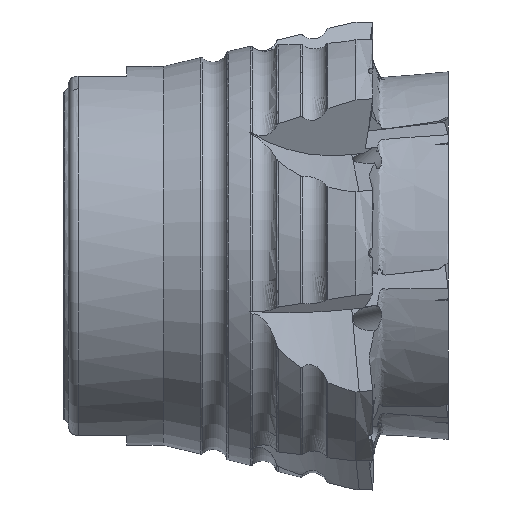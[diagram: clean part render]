
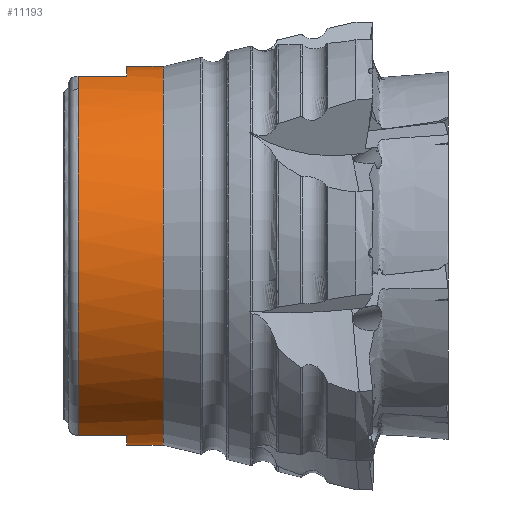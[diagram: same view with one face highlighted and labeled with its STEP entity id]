
A CAD part, front view. The second image highlights one B-rep face of the part: STEP entity #11193.
In plain terms, the highlighted cylindrical face has radius 19 mm (diameter 38 mm), a full revolution.
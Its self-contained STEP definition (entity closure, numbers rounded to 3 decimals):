
#67 = DIRECTION ( 'NONE',  ( 0., 1., 0. ) ) ;
#172 = EDGE_CURVE ( 'NONE', #10910, #6486, #2171, .T. ) ;
#518 = AXIS2_PLACEMENT_3D ( 'NONE', #10027, #4290, #11023 ) ;
#675 = DIRECTION ( 'NONE',  ( -1., 0., 0. ) ) ;
#893 = EDGE_LOOP ( 'NONE', ( #7327, #10674, #7185, #12511, #3630, #11591, #3950, #3381 ) ) ;
#926 = ORIENTED_EDGE ( 'NONE', *, *, #12403, .T. ) ;
#941 = AXIS2_PLACEMENT_3D ( 'NONE', #3277, #4254, #11935 ) ;
#981 = CARTESIAN_POINT ( 'NONE',  ( 1.5, -5.965, -18.039 ) ) ;
#1234 = VECTOR ( 'NONE', #6751, 1000. ) ;
#1254 = CARTESIAN_POINT ( 'NONE',  ( 1.5, 0., 0. ) ) ;
#1522 = VERTEX_POINT ( 'NONE', #7594 ) ;
#1731 = CARTESIAN_POINT ( 'NONE',  ( 6.35, 5.965, -18.039 ) ) ;
#1871 = VECTOR ( 'NONE', #11916, 1000. ) ;
#1948 = CARTESIAN_POINT ( 'NONE',  ( 1.5, -5.965, 18.039 ) ) ;
#2110 = VERTEX_POINT ( 'NONE', #981 ) ;
#2171 = LINE ( 'NONE', #12257, #1871 ) ;
#2188 = DIRECTION ( 'NONE',  ( 1., 0., 0. ) ) ;
#2232 = DIRECTION ( 'NONE',  ( 0., 0., 1. ) ) ;
#2301 = EDGE_CURVE ( 'NONE', #4648, #11103, #12106, .T. ) ;
#3018 = CIRCLE ( 'NONE', #518, 19. ) ;
#3102 = CARTESIAN_POINT ( 'NONE',  ( 0., 5.965, 18.039 ) ) ;
#3107 = CIRCLE ( 'NONE', #7929, 19. ) ;
#3222 = VERTEX_POINT ( 'NONE', #5835 ) ;
#3277 = CARTESIAN_POINT ( 'NONE',  ( 0., 0., 0. ) ) ;
#3381 = ORIENTED_EDGE ( 'NONE', *, *, #2301, .T. ) ;
#3441 = DIRECTION ( 'NONE',  ( -1., 0., 0. ) ) ;
#3630 = ORIENTED_EDGE ( 'NONE', *, *, #7360, .T. ) ;
#3804 = LINE ( 'NONE', #5786, #1234 ) ;
#3950 = ORIENTED_EDGE ( 'NONE', *, *, #5342, .F. ) ;
#4166 = EDGE_CURVE ( 'NONE', #2110, #3222, #9359, .T. ) ;
#4254 = DIRECTION ( 'NONE',  ( -1., 0., 0. ) ) ;
#4290 = DIRECTION ( 'NONE',  ( 1., 0., 0. ) ) ;
#4648 = VERTEX_POINT ( 'NONE', #8740 ) ;
#4914 = DIRECTION ( 'NONE',  ( 1., 0., 0. ) ) ;
#4956 = FACE_OUTER_BOUND ( 'NONE', #893, .T. ) ;
#5098 = CARTESIAN_POINT ( 'NONE',  ( 6.35, 5.965, 18.039 ) ) ;
#5190 = EDGE_CURVE ( 'NONE', #2110, #7324, #9958, .T. ) ;
#5342 = EDGE_CURVE ( 'NONE', #4648, #6486, #11960, .T. ) ;
#5786 = CARTESIAN_POINT ( 'NONE',  ( 0., -5.965, 18.039 ) ) ;
#5835 = CARTESIAN_POINT ( 'NONE',  ( 6.35, -5.965, -18.039 ) ) ;
#5864 = DIRECTION ( 'NONE',  ( 1., 0., 0. ) ) ;
#5927 = CARTESIAN_POINT ( 'NONE',  ( 0., -5.965, -18.039 ) ) ;
#5950 = EDGE_CURVE ( 'NONE', #1522, #7324, #3804, .T. ) ;
#6426 = VERTEX_POINT ( 'NONE', #10881 ) ;
#6442 = CARTESIAN_POINT ( 'NONE',  ( 10., 0., 0. ) ) ;
#6486 = VERTEX_POINT ( 'NONE', #7808 ) ;
#6608 = CYLINDRICAL_SURFACE ( 'NONE', #941, 19. ) ;
#6670 = VECTOR ( 'NONE', #2188, 1000. ) ;
#6723 = AXIS2_PLACEMENT_3D ( 'NONE', #9185, #3441, #10152 ) ;
#6751 = DIRECTION ( 'NONE',  ( -1., 0., 0. ) ) ;
#7138 = VECTOR ( 'NONE', #4914, 1000. ) ;
#7185 = ORIENTED_EDGE ( 'NONE', *, *, #5190, .F. ) ;
#7324 = VERTEX_POINT ( 'NONE', #1948 ) ;
#7327 = ORIENTED_EDGE ( 'NONE', *, *, #7610, .T. ) ;
#7360 = EDGE_CURVE ( 'NONE', #3222, #10910, #9620, .T. ) ;
#7414 = DIRECTION ( 'NONE',  ( 0., 0., 1. ) ) ;
#7594 = CARTESIAN_POINT ( 'NONE',  ( 6.35, -5.965, 18.039 ) ) ;
#7610 = EDGE_CURVE ( 'NONE', #11103, #1522, #3018, .T. ) ;
#7808 = CARTESIAN_POINT ( 'NONE',  ( 1.5, 5.965, -18.039 ) ) ;
#7929 = AXIS2_PLACEMENT_3D ( 'NONE', #6442, #675, #7414 ) ;
#7976 = DIRECTION ( 'NONE',  ( -1., 0., 0. ) ) ;
#8740 = CARTESIAN_POINT ( 'NONE',  ( 1.5, 5.965, 18.039 ) ) ;
#9185 = CARTESIAN_POINT ( 'NONE',  ( 1.5, 0., 0. ) ) ;
#9359 = LINE ( 'NONE', #5927, #7138 ) ;
#9432 = FACE_OUTER_BOUND ( 'NONE', #9592, .T. ) ;
#9592 = EDGE_LOOP ( 'NONE', ( #926 ) ) ;
#9620 = CIRCLE ( 'NONE', #10683, 19. ) ;
#9958 = CIRCLE ( 'NONE', #10827, 19. ) ;
#10027 = CARTESIAN_POINT ( 'NONE',  ( 6.35, 0., 0. ) ) ;
#10152 = DIRECTION ( 'NONE',  ( 0., 0., 1. ) ) ;
#10674 = ORIENTED_EDGE ( 'NONE', *, *, #5950, .T. ) ;
#10683 = AXIS2_PLACEMENT_3D ( 'NONE', #11635, #5864, #67 ) ;
#10827 = AXIS2_PLACEMENT_3D ( 'NONE', #1254, #7976, #2232 ) ;
#10881 = CARTESIAN_POINT ( 'NONE',  ( 10., 0., 19. ) ) ;
#10910 = VERTEX_POINT ( 'NONE', #1731 ) ;
#11023 = DIRECTION ( 'NONE',  ( 0., 1., 0. ) ) ;
#11103 = VERTEX_POINT ( 'NONE', #5098 ) ;
#11193 = ADVANCED_FACE ( 'NONE', ( #4956, #9432 ), #6608, .T. ) ;
#11591 = ORIENTED_EDGE ( 'NONE', *, *, #172, .T. ) ;
#11635 = CARTESIAN_POINT ( 'NONE',  ( 6.35, 0., 0. ) ) ;
#11916 = DIRECTION ( 'NONE',  ( -1., 0., 0. ) ) ;
#11935 = DIRECTION ( 'NONE',  ( 0., 0., 1. ) ) ;
#11960 = CIRCLE ( 'NONE', #6723, 19. ) ;
#12106 = LINE ( 'NONE', #3102, #6670 ) ;
#12257 = CARTESIAN_POINT ( 'NONE',  ( 0., 5.965, -18.039 ) ) ;
#12403 = EDGE_CURVE ( 'NONE', #6426, #6426, #3107, .T. ) ;
#12511 = ORIENTED_EDGE ( 'NONE', *, *, #4166, .T. ) ;
